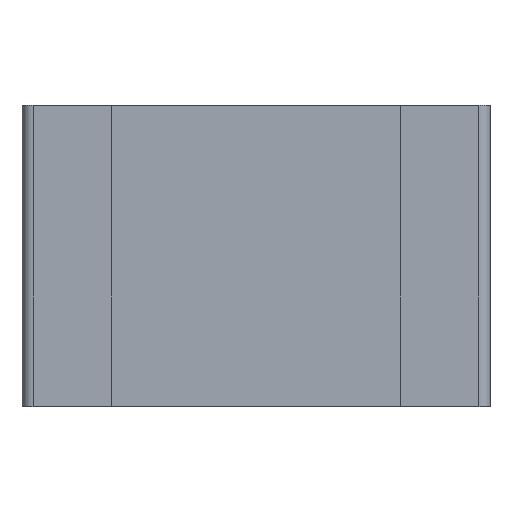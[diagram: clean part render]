
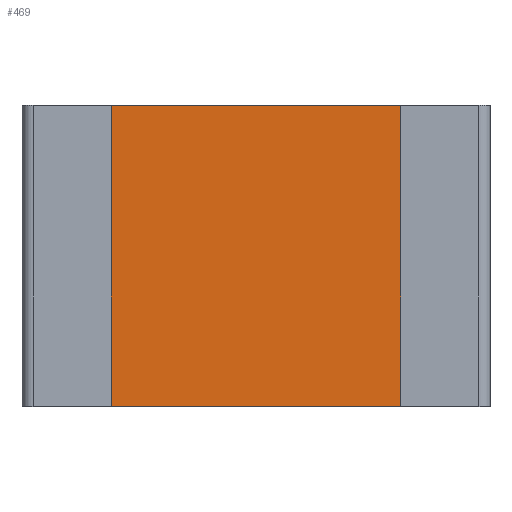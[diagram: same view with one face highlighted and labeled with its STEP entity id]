
A CAD part, top view. The second image highlights one B-rep face of the part: STEP entity #469.
In plain terms, the highlighted planar face has unit normal (0, 0, 1).
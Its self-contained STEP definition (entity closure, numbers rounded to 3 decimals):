
#469=ADVANCED_FACE('',(#793),#795,.T.);
#793=FACE_BOUND('',#794,.T.);
#794=EDGE_LOOP('',(#1023,#1024,#1025,#1026));
#795=PLANE('',#796);
#796=AXIS2_PLACEMENT_3D('',#797,#798,#799);
#797=CARTESIAN_POINT('',(0.,0.,0.6));
#798=DIRECTION('',(0.,0.,1.));
#799=DIRECTION('',(1.,0.,0.));
#1023=ORIENTED_EDGE('',*,*,#1137,.T.);
#1024=ORIENTED_EDGE('',*,*,#1141,.T.);
#1025=ORIENTED_EDGE('',*,*,#1144,.T.);
#1026=ORIENTED_EDGE('',*,*,#1146,.T.);
#1137=EDGE_CURVE('',#1320,#1318,#1321,.T.);
#1141=EDGE_CURVE('',#1318,#1325,#1327,.T.);
#1144=EDGE_CURVE('',#1325,#1330,#1332,.T.);
#1146=EDGE_CURVE('',#1330,#1320,#1334,.T.);
#1318=VERTEX_POINT('',#1740);
#1320=VERTEX_POINT('',#1744);
#1321=LINE('',#1745,#1746);
#1325=VERTEX_POINT('',#1755);
#1327=LINE('',#1759,#1760);
#1330=VERTEX_POINT('',#1766);
#1332=LINE('',#1770,#1771);
#1334=LINE('',#1776,#1777);
#1740=CARTESIAN_POINT('',(1.55,0.675,0.6));
#1744=CARTESIAN_POINT('',(1.55,-0.675,0.6));
#1745=CARTESIAN_POINT('',(1.55,-0.675,0.6));
#1746=VECTOR('',#1747,1.);
#1747=DIRECTION('',(0.,1.,0.));
#1755=CARTESIAN_POINT('',(0.25,0.675,0.6));
#1759=CARTESIAN_POINT('',(1.55,0.675,0.6));
#1760=VECTOR('',#1761,1.);
#1761=DIRECTION('',(-1.,0.,0.));
#1766=CARTESIAN_POINT('',(0.25,-0.675,0.6));
#1770=CARTESIAN_POINT('',(0.25,0.675,0.6));
#1771=VECTOR('',#1772,1.);
#1772=DIRECTION('',(0.,-1.,0.));
#1776=CARTESIAN_POINT('',(0.25,-0.675,0.6));
#1777=VECTOR('',#1778,1.);
#1778=DIRECTION('',(1.,0.,0.));
